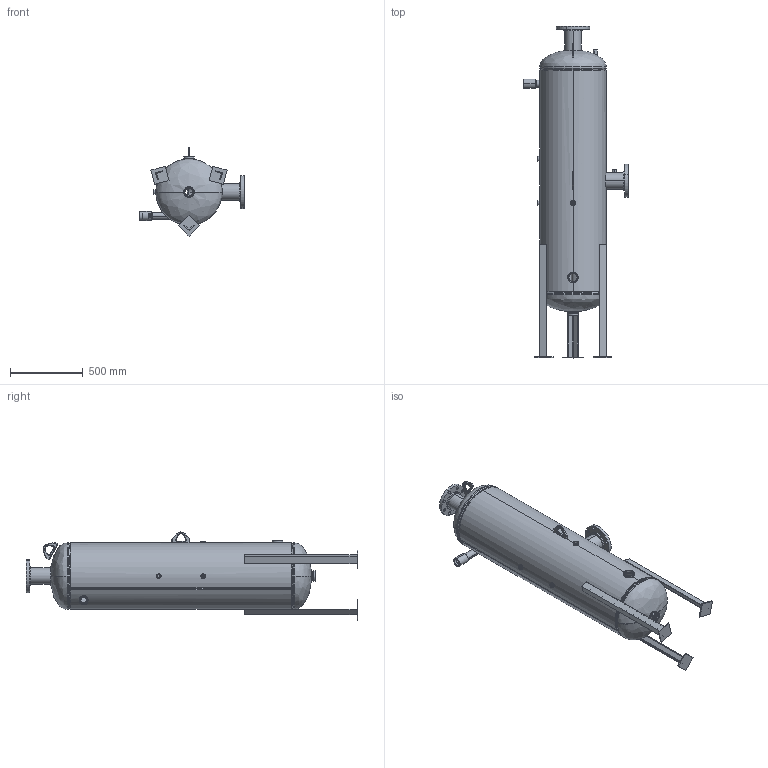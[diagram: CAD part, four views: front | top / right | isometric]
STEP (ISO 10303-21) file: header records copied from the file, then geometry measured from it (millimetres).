
FILE_DESCRIPTION (( 'STEP AP203' ), '1' );
FILE_NAME ('BDT-54.STEP', '2021-03-15T18:26:42', ( '' ), ( '' ), 'SwSTEP 2.0', 'SolidWorks 2021', '' );
FILE_SCHEMA (( 'CONFIG_CONTROL_DESIGN' ));
Length unit declared in the file: inch
Products named in the file (20): Couplings_9500565; 9200116; 9500080; 99M2389; Couplings_9500556; Couplings_9500557; 99B2388; 9421170; 9400542; 9301090_25; 9301090_6.75; BDT-54; 99P2390_5081T63; 99T0254; 9461070; 9100290_30.5; 9500030; 9500040
Assembly tree (27 placements, depth 2):
  BDT-54
    99B2388
    9200116
    9200116
    99M2389
    9500030  x2
    Couplings_9500556
    Couplings_9500557
    9500040
    9500080  x2
    Couplings_9500565
    99P2390_5081T63
    9301090_6.75
    9301090_25
    9301090_6.75
    9421170
    9461070  x2
    9400542  x2
    9100290_30.5  x3
    99T0254  x3
Bounding box: 720.73 x 2286 x 606.8 mm (x, y, z)
Volume: 28240058.7 mm3; surface area: 7170514.6 mm2
Topology: 27 solids, 27 shells, 538 faces, 1213 edges, 736 vertices
Faces by surface type: cylinder 209, cone 134, plane 125, torus 44, bspline 26
Entity records: 20923 total; most frequent: CARTESIAN_POINT 9646, DIRECTION 1995, ORIENTED_EDGE 1750, EDGE_CURVE 875, AXIS2_PLACEMENT_3D 824, VERTEX_POINT 524, EDGE_LOOP 455, CIRCLE 430
